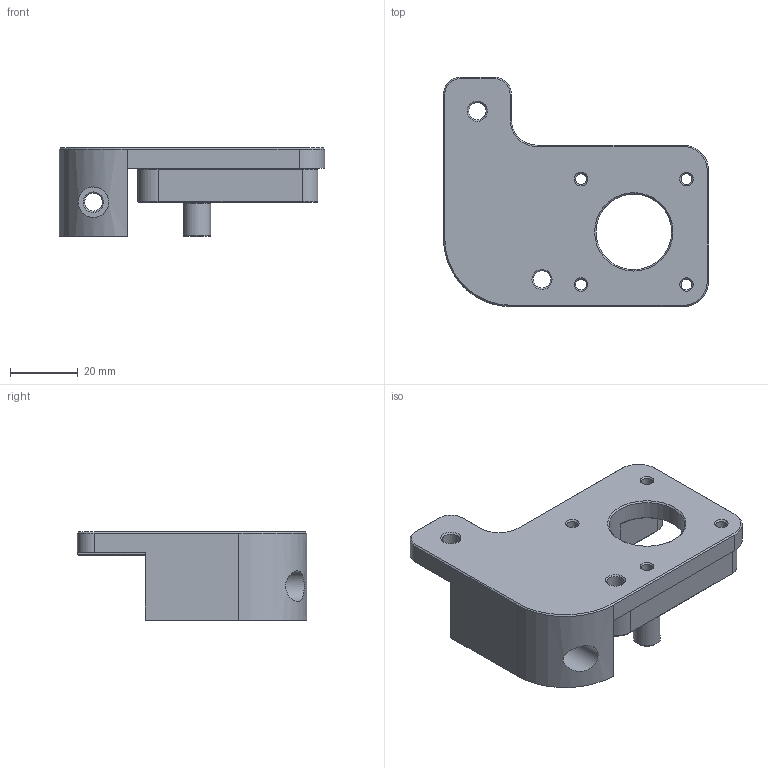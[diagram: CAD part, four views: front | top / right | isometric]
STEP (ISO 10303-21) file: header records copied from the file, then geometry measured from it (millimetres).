
FILE_DESCRIPTION(/* description */ (''),/* implementation_level */ '2;1');
FILE_NAME(/* name */ 'FL_TOP.step',/* time_stamp */ '2024-06-07T17:21:59+09:00',/* author */ (''),/* organization */ (''),/* preprocessor_version */ 'ST-DEVELOPER v20',/* originating_system */ 'Autodesk Translation Framework v13.14.0.145',/* authorisation */ '');
FILE_SCHEMA (('AUTOMOTIVE_DESIGN { 1 0 10303 214 3 1 1 }'));
Length unit declared in the file: millimetre
Products named in the file (1): FL_TOP
Bounding box: 78 x 67.5 x 26 mm (x, y, z)
Volume: 48032.3 mm3; surface area: 16002.1 mm2
Topology: 1 solids, 1 shells, 115 faces, 271 edges, 163 vertices
Faces by surface type: plane 40, cylinder 39, torus 19, cone 14, bspline 3
Full cylindrical faces by diameter (mm): 3.2 x4, 3.5 x2, 4.7 x2, 5.1 x2, 5.2 x1, 5.4 x1, 8 x1, 9 x1, 22.25 x1
Entity records: 3564 total; most frequent: CARTESIAN_POINT 791, DIRECTION 610, ORIENTED_EDGE 540, EDGE_CURVE 270, AXIS2_PLACEMENT_3D 238, VERTEX_POINT 163, EDGE_LOOP 137, LINE 134
